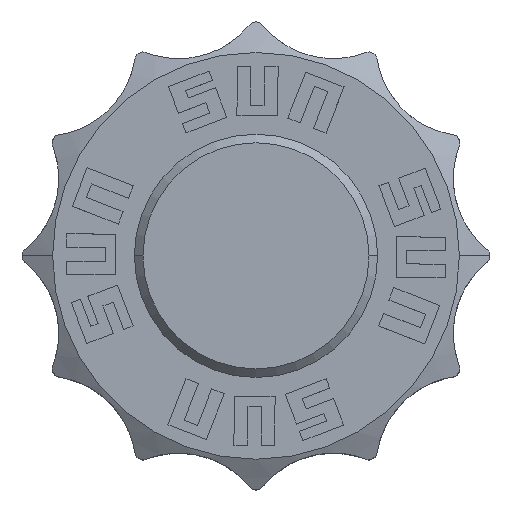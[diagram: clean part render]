
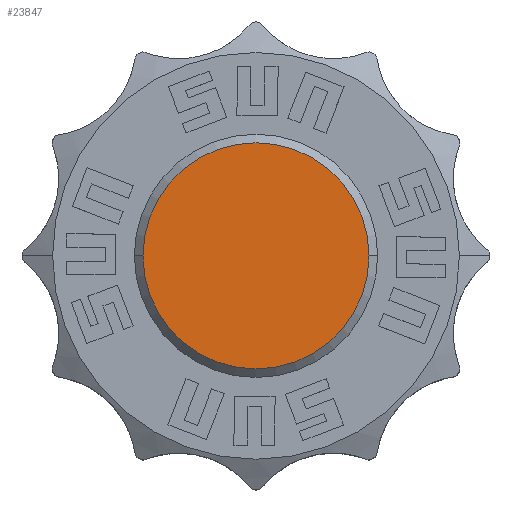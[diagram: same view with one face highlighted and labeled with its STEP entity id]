
A CAD part, top view. The second image highlights one B-rep face of the part: STEP entity #23847.
In plain terms, the highlighted planar face has unit normal (0, 0, 1).
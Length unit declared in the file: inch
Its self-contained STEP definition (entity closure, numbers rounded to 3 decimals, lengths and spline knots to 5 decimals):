
#9922=CARTESIAN_POINT('',(0.,0.,6.511));
#9923=DIRECTION('',(0.,0.,1.));
#9924=DIRECTION('',(-1.,0.,0.));
#9925=AXIS2_PLACEMENT_3D('',#9922,#9923,#9924);
#9936=CARTESIAN_POINT('',(0.,0.,6.511));
#9937=DIRECTION('',(0.,0.,1.));
#9938=DIRECTION('',(1.,0.,0.));
#9939=AXIS2_PLACEMENT_3D('',#9936,#9937,#9938);
#10453=CARTESIAN_POINT('',(-0.278,0.,6.511));
#10454=CARTESIAN_POINT('',(0.278,0.,6.511));
#10455=VERTEX_POINT('',#10453);
#10456=VERTEX_POINT('',#10454);
#23838=CARTESIAN_POINT('',(0.,0.,6.511));
#23839=DIRECTION('',(0.,0.,1.));
#23840=DIRECTION('',(-1.,0.,0.));
#23841=AXIS2_PLACEMENT_3D('',#23838,#23839,#23840);
#23842=PLANE('',#23841);
#23843=ORIENTED_EDGE('',*,*,#23825,.F.);
#23844=ORIENTED_EDGE('',*,*,#23804,.F.);
#23845=EDGE_LOOP('',(#23843,#23844));
#23846=FACE_OUTER_BOUND('',#23845,.F.);
#9926=CIRCLE('',#9925,0.278);
#9940=CIRCLE('',#9939,0.278);
#23804=EDGE_CURVE('',#10455,#10456,#9926,.T.);
#23825=EDGE_CURVE('',#10456,#10455,#9940,.T.);
#23847=ADVANCED_FACE('',(#23846),#23842,.T.);
